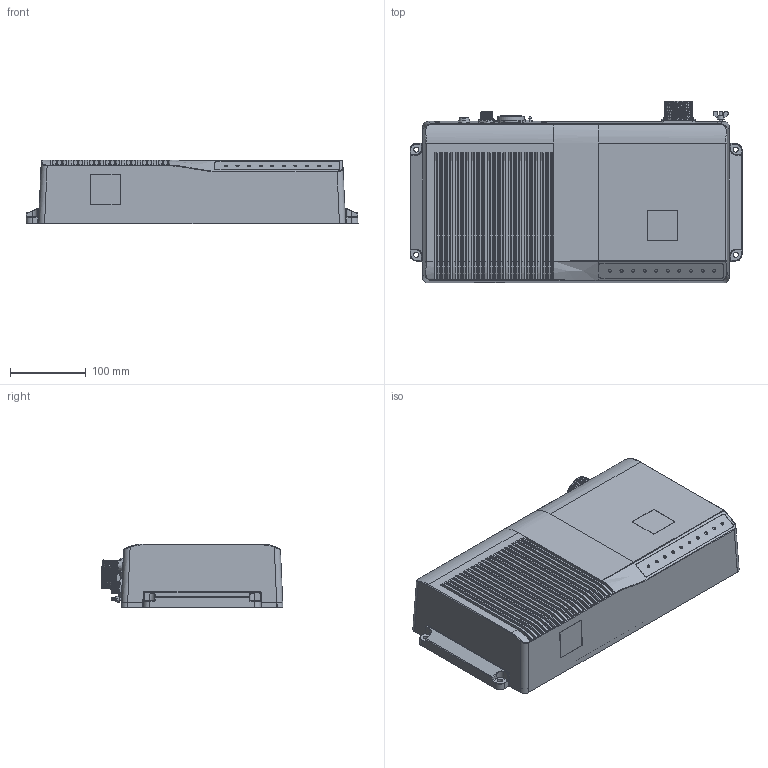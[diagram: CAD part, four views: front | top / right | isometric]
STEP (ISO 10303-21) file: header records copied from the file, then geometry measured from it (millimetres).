
FILE_DESCRIPTION(/* description */ (''),/* implementation_level */ '2;1');
FILE_NAME(/* name */ '387321 WBT.stp',/* time_stamp */ '2017-09-19T09:49:08+02:00',/* author */ ('oleel'),/* organization */ (''),/* preprocessor_version */ 'ST-DEVELOPER v16.5',/* originating_system */ 'Autodesk Inventor 2017',/* authorisation */ '');
FILE_SCHEMA (('AUTOMOTIVE_DESIGN { 1 0 10303 214 3 1 1 }'));
Products named in the file (1): 387321_D_WBT step shrink
Bounding box: 438.45 x 240.23 x 84.22 mm (x, y, z)
Volume: 6769447.3 mm3; surface area: 680177.1 mm2
Topology: 2 solids, 5 shells, 2382 faces, 6220 edges, 4014 vertices
Faces by surface type: plane 919, cylinder 852, torus 223, cone 223, bspline 164, sphere 1
Full cylindrical faces by diameter (mm): 2 x7, 2.1 x12, 2.2 x1, 2.459 x2, 2.5 x4, 2.9 x2, 3 x44, 3.2 x6, 3.3 x1, 3.6 x4, 3.7 x4, 3.8 x17, 4 x12, 4.3 x2, 5.41 x23, 5.6 x4, 6.6 x4, 9 x2, 11.8 x2, 14.5 x2, 20 x2, 22 x2, 26.988 x1, 27.13 x1, 27.7 x1, 30.63 x1, 32.25 x1, 32.4 x1, 34.9 x1, 36 x1
Entity records: 98273 total; most frequent: CARTESIAN_POINT 40318, DIRECTION 11730, ORIENTED_EDGE 10944, EDGE_CURVE 5506, AXIS2_PLACEMENT_3D 4469, VERTEX_POINT 3713, EDGE_LOOP 3036, LINE 2792
